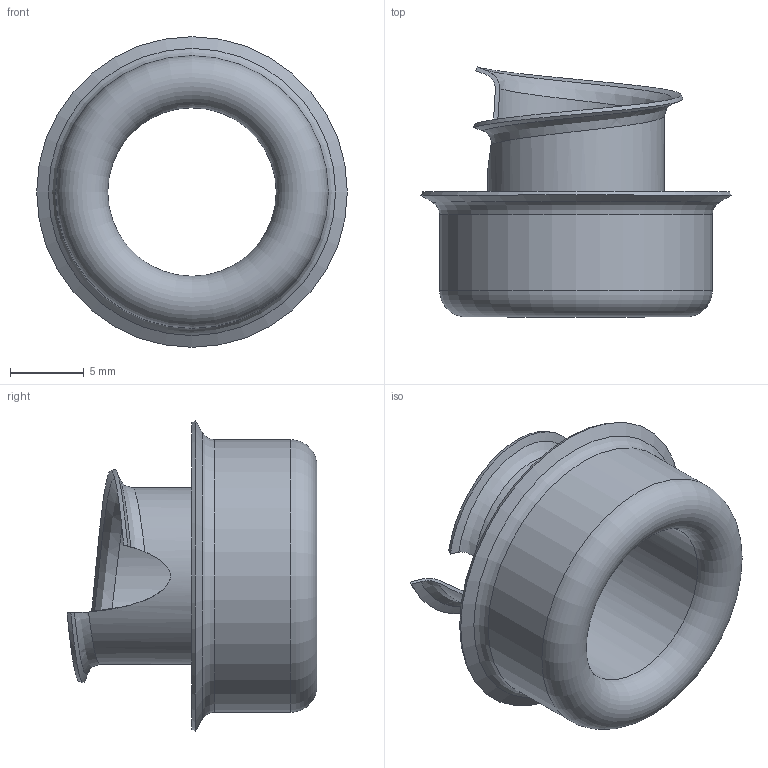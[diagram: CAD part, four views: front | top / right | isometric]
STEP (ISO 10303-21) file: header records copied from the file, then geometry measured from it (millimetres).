
FILE_DESCRIPTION(/* description */ (''),/* implementation_level */ '2;1');
FILE_NAME(/* name */ '',/* time_stamp */ '2023-12-22T09:56:23+07:00',/* author */ ('zeta-09'),/* organization */ (''),/* preprocessor_version */ 'ST-DEVELOPER v19.2',/* originating_system */ 'Autodesk Inventor 2024',/* authorisation */ '');
FILE_SCHEMA (('AUTOMOTIVE_DESIGN { 1 0 10303 214 3 1 1 }'));
Length unit declared in the file: millimetre
Products named in the file (1): Деталь16
Bounding box: 21.1 x 16.97 x 21.1 mm (x, y, z)
Volume: 325 mm3; surface area: 2355.4 mm2
Topology: 1 solids, 1 shells, 17 faces, 49 edges, 32 vertices
Faces by surface type: bspline 6, cylinder 4, torus 4, cone 3
Full cylindrical faces by diameter (mm): 11.44 x1, 12 x1, 17.94 x1, 18.5 x1
Entity records: 1117 total; most frequent: CARTESIAN_POINT 633, ORIENTED_EDGE 98, DIRECTION 75, EDGE_CURVE 49, AXIS2_PLACEMENT_3D 34, VERTEX_POINT 32, CIRCLE 22, B_SPLINE_CURVE_WITH_KNOTS 20
